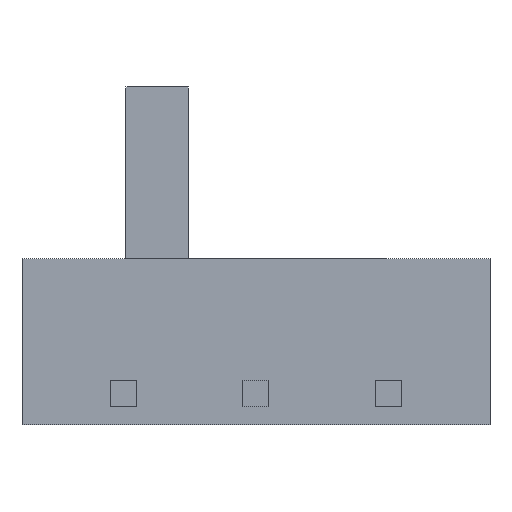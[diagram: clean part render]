
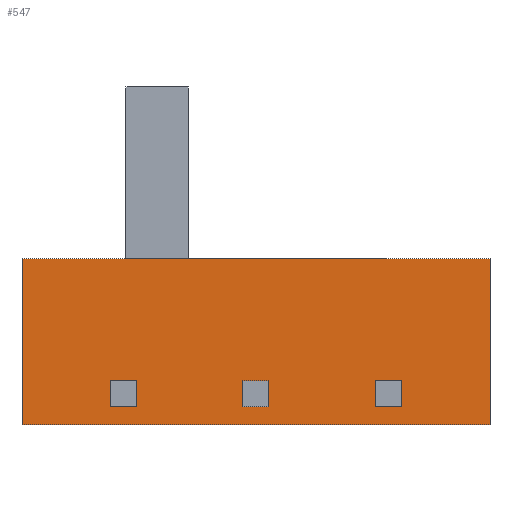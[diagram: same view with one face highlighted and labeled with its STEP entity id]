
A CAD part, front view. The second image highlights one B-rep face of the part: STEP entity #547.
In plain terms, the highlighted planar face has unit normal (0, -1, 0).
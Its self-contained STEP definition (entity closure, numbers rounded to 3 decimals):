
#14=FACE_BOUND('',#88,.T.);
#15=FACE_BOUND('',#89,.T.);
#16=FACE_BOUND('',#90,.T.);
#57=FACE_OUTER_BOUND('',#87,.T.);
#87=EDGE_LOOP('',(#457,#458,#459,#460));
#88=EDGE_LOOP('',(#461,#462,#463,#464));
#89=EDGE_LOOP('',(#465,#466,#467,#468));
#90=EDGE_LOOP('',(#469,#470,#471,#472));
#95=LINE('',#731,#165);
#99=LINE('',#739,#169);
#102=LINE('',#745,#172);
#105=LINE('',#750,#175);
#107=LINE('',#756,#177);
#111=LINE('',#764,#181);
#114=LINE('',#770,#184);
#117=LINE('',#775,#187);
#119=LINE('',#781,#189);
#123=LINE('',#789,#193);
#126=LINE('',#795,#196);
#129=LINE('',#800,#199);
#159=LINE('',#862,#229);
#160=LINE('',#865,#230);
#161=LINE('',#867,#231);
#162=LINE('',#868,#232);
#165=VECTOR('',#599,10.);
#169=VECTOR('',#605,10.);
#172=VECTOR('',#610,10.);
#175=VECTOR('',#615,10.);
#177=VECTOR('',#621,10.);
#181=VECTOR('',#627,10.);
#184=VECTOR('',#632,10.);
#187=VECTOR('',#637,10.);
#189=VECTOR('',#643,10.);
#193=VECTOR('',#649,10.);
#196=VECTOR('',#654,10.);
#199=VECTOR('',#659,10.);
#229=VECTOR('',#713,10.);
#230=VECTOR('',#716,10.);
#231=VECTOR('',#717,10.);
#232=VECTOR('',#718,10.);
#235=VERTEX_POINT('',#729);
#236=VERTEX_POINT('',#730);
#239=VERTEX_POINT('',#738);
#241=VERTEX_POINT('',#744);
#243=VERTEX_POINT('',#754);
#244=VERTEX_POINT('',#755);
#247=VERTEX_POINT('',#763);
#249=VERTEX_POINT('',#769);
#251=VERTEX_POINT('',#779);
#252=VERTEX_POINT('',#780);
#255=VERTEX_POINT('',#788);
#257=VERTEX_POINT('',#794);
#277=VERTEX_POINT('',#858);
#278=VERTEX_POINT('',#860);
#279=VERTEX_POINT('',#864);
#280=VERTEX_POINT('',#866);
#281=EDGE_CURVE('',#235,#236,#95,.T.);
#285=EDGE_CURVE('',#236,#239,#99,.T.);
#288=EDGE_CURVE('',#239,#241,#102,.T.);
#291=EDGE_CURVE('',#241,#235,#105,.T.);
#293=EDGE_CURVE('',#243,#244,#107,.T.);
#297=EDGE_CURVE('',#244,#247,#111,.T.);
#300=EDGE_CURVE('',#247,#249,#114,.T.);
#303=EDGE_CURVE('',#249,#243,#117,.T.);
#305=EDGE_CURVE('',#251,#252,#119,.T.);
#309=EDGE_CURVE('',#252,#255,#123,.T.);
#312=EDGE_CURVE('',#255,#257,#126,.T.);
#315=EDGE_CURVE('',#257,#251,#129,.T.);
#345=EDGE_CURVE('',#277,#278,#159,.T.);
#346=EDGE_CURVE('',#279,#277,#160,.T.);
#347=EDGE_CURVE('',#280,#278,#161,.T.);
#348=EDGE_CURVE('',#279,#280,#162,.T.);
#457=ORIENTED_EDGE('',*,*,#346,.T.);
#458=ORIENTED_EDGE('',*,*,#345,.T.);
#459=ORIENTED_EDGE('',*,*,#347,.F.);
#460=ORIENTED_EDGE('',*,*,#348,.F.);
#461=ORIENTED_EDGE('',*,*,#281,.T.);
#462=ORIENTED_EDGE('',*,*,#285,.T.);
#463=ORIENTED_EDGE('',*,*,#288,.T.);
#464=ORIENTED_EDGE('',*,*,#291,.T.);
#465=ORIENTED_EDGE('',*,*,#293,.T.);
#466=ORIENTED_EDGE('',*,*,#297,.T.);
#467=ORIENTED_EDGE('',*,*,#300,.T.);
#468=ORIENTED_EDGE('',*,*,#303,.T.);
#469=ORIENTED_EDGE('',*,*,#305,.T.);
#470=ORIENTED_EDGE('',*,*,#309,.T.);
#471=ORIENTED_EDGE('',*,*,#312,.T.);
#472=ORIENTED_EDGE('',*,*,#315,.T.);
#517=PLANE('',#591);
#547=ADVANCED_FACE('',(#57,#14,#15,#16),#517,.T.);
#591=AXIS2_PLACEMENT_3D('',#863,#714,#715);
#599=DIRECTION('',(1.,0.,0.));
#605=DIRECTION('',(0.,0.,-1.));
#610=DIRECTION('',(-1.,0.,0.));
#615=DIRECTION('',(0.,0.,1.));
#621=DIRECTION('',(0.,0.,-1.));
#627=DIRECTION('',(-1.,0.,0.));
#632=DIRECTION('',(0.,0.,1.));
#637=DIRECTION('',(1.,0.,0.));
#643=DIRECTION('',(1.,0.,0.));
#649=DIRECTION('',(0.,0.,-1.));
#654=DIRECTION('',(-1.,0.,0.));
#659=DIRECTION('',(0.,0.,1.));
#713=DIRECTION('',(0.,0.,1.));
#714=DIRECTION('center_axis',(0.,-1.,0.));
#715=DIRECTION('ref_axis',(1.,0.,0.));
#716=DIRECTION('',(1.,0.,0.));
#717=DIRECTION('',(1.,0.,0.));
#718=DIRECTION('',(0.,0.,1.));
#729=CARTESIAN_POINT('',(6.79,0.,0.85));
#730=CARTESIAN_POINT('',(7.29,0.,0.85));
#731=CARTESIAN_POINT('',(3.645,0.,0.85));
#738=CARTESIAN_POINT('',(7.29,0.,0.35));
#739=CARTESIAN_POINT('',(7.29,0.,0.175));
#744=CARTESIAN_POINT('',(6.79,0.,0.35));
#745=CARTESIAN_POINT('',(3.395,0.,0.35));
#750=CARTESIAN_POINT('',(6.79,0.,0.425));
#754=CARTESIAN_POINT('',(4.75,0.,0.85));
#755=CARTESIAN_POINT('',(4.75,0.,0.35));
#756=CARTESIAN_POINT('',(4.75,0.,0.175));
#763=CARTESIAN_POINT('',(4.25,0.,0.35));
#764=CARTESIAN_POINT('',(2.125,0.,0.35));
#769=CARTESIAN_POINT('',(4.25,0.,0.85));
#770=CARTESIAN_POINT('',(4.25,0.,0.425));
#775=CARTESIAN_POINT('',(2.375,0.,0.85));
#779=CARTESIAN_POINT('',(1.71,0.,0.85));
#780=CARTESIAN_POINT('',(2.21,0.,0.85));
#781=CARTESIAN_POINT('',(1.105,0.,0.85));
#788=CARTESIAN_POINT('',(2.21,0.,0.35));
#789=CARTESIAN_POINT('',(2.21,0.,0.175));
#794=CARTESIAN_POINT('',(1.71,0.,0.35));
#795=CARTESIAN_POINT('',(0.855,0.,0.35));
#800=CARTESIAN_POINT('',(1.71,0.,0.425));
#858=CARTESIAN_POINT('',(9.,0.,0.));
#860=CARTESIAN_POINT('',(9.,0.,3.2));
#862=CARTESIAN_POINT('',(9.,0.,0.));
#863=CARTESIAN_POINT('Origin',(0.,0.,0.));
#864=CARTESIAN_POINT('',(0.,0.,0.));
#865=CARTESIAN_POINT('',(0.,0.,0.));
#866=CARTESIAN_POINT('',(0.,0.,3.2));
#867=CARTESIAN_POINT('',(0.,0.,3.2));
#868=CARTESIAN_POINT('',(0.,0.,0.));
